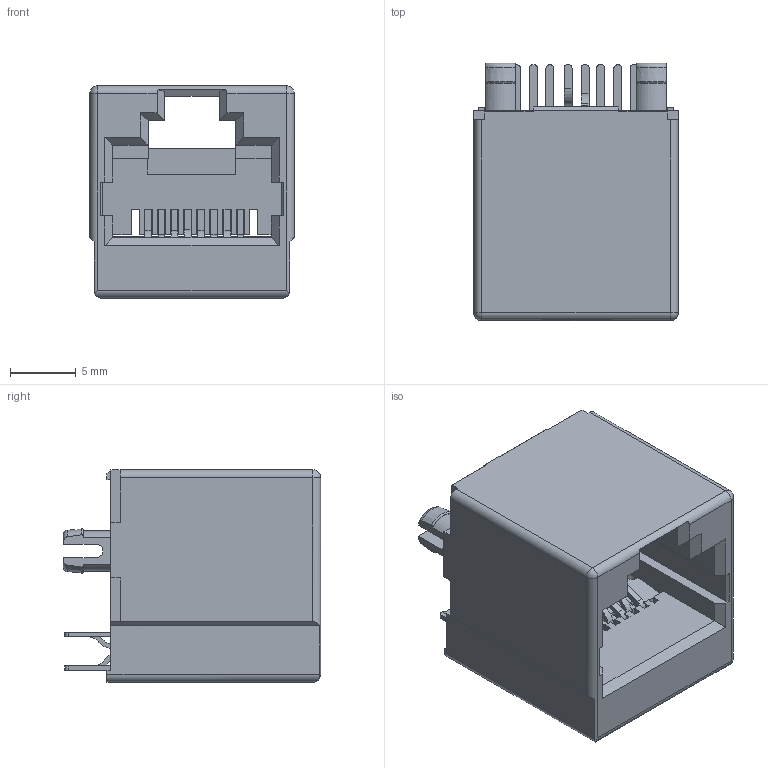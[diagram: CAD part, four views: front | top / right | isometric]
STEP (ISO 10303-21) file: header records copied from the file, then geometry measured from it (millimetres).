
FILE_DESCRIPTION(/* description */ ('Unknown'),/* implementation_level */ '2;1');
FILE_NAME(/* name */ '615008160321',/* time_stamp */ '2019-08-22T09:38:09+02:00',/* author */ ('Unknown'),/* organization */ ('Unknown'),/* preprocessor_version */ 'ST-DEVELOPER v16.7',/* originating_system */ 'DEX',/* authorisation */ $);
FILE_SCHEMA (('AUTOMOTIVE_DESIGN {1 0 10303 214 3 1 1}'));
Length unit declared in the file: millimetre
Products named in the file (15): 615008160321; 615008160321_Housing; 615008160321_insert_complet; 615008160321_insert_bas; 615008160321_Insert_bas; 615008160321_pin_1_bas; 615008160321_pin_U_bas; 615008160321_pin_2_bas; 615008160321_pin_3_bas; 615008160321_insert_haut; 615008160321_Insert_haut; 615008160321_pin_U_haut; 615008160321_pin_1_haut; 615008160321_pin_2_haut; 615008160321_pin_3_haut
Assembly tree (14 placements, depth 4):
  615008160321
    615008160321_Housing
    615008160321_insert_complet
      615008160321_insert_bas
        615008160321_Insert_bas
        615008160321_pin_1_bas
        615008160321_pin_U_bas
        615008160321_pin_2_bas
        615008160321_pin_3_bas
      615008160321_insert_haut
        615008160321_Insert_haut
        615008160321_pin_U_haut
        615008160321_pin_1_haut
        615008160321_pin_2_haut
        615008160321_pin_3_haut
Bounding box: 15.5 x 19.5 x 16.1 mm (x, y, z)
Volume: 2002.5 mm3; surface area: 4727.3 mm2
Topology: 11 solids, 11 shells, 819 faces, 2350 edges, 1555 vertices
Faces by surface type: plane 675, cylinder 126, torus 12, cone 4, sphere 2
Full cylindrical faces by diameter (mm): 0.9 x12, 1 x4, 1.1 x24
Entity records: 28088 total; most frequent: CARTESIAN_POINT 4769, ORIENTED_EDGE 4578, DIRECTION 4224, EDGE_CURVE 2289, LINE 1954, VECTOR 1954, VERTEX_POINT 1536, AXIS2_PLACEMENT_3D 1135
